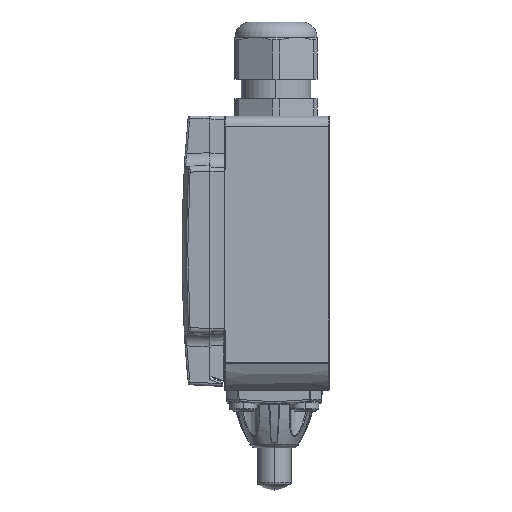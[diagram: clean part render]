
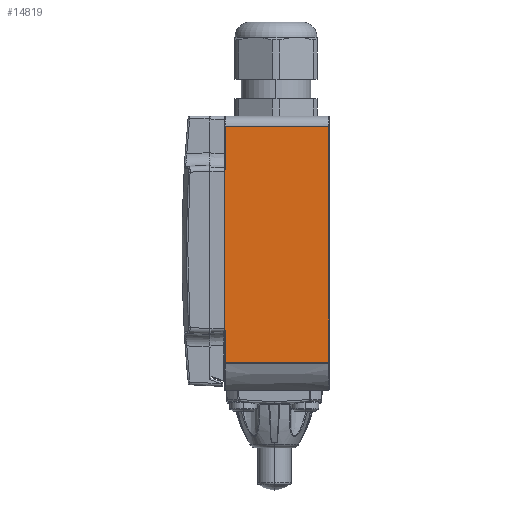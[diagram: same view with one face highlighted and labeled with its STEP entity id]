
A CAD part, left-side view. The second image highlights one B-rep face of the part: STEP entity #14819.
In plain terms, the highlighted planar face has unit normal (-1, -0.018, 0).
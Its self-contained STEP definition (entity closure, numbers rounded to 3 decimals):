
#2631=DIRECTION('',(0.,0.,1.));
#2632=VECTOR('',#2631,45.857);
#2633=CARTESIAN_POINT('',(-20.,30.5,
-22.926));
#2634=LINE('',#2633,#2632);
#2647=DIRECTION('',(0.,0.,-1.));
#2648=VECTOR('',#2647,9.089);
#2649=CARTESIAN_POINT('',(-19.996,30.297,
-23.763));
#2650=LINE('',#2649,#2648);
#2651=CARTESIAN_POINT('',(-20.,30.5,
-22.919));
#2652=CARTESIAN_POINT('',(-20.,30.491,
-22.937));
#2653=CARTESIAN_POINT('',(-20.,30.476,
-22.974));
#2654=CARTESIAN_POINT('',(-20.,30.479,
-23.028));
#2655=CARTESIAN_POINT('',(-19.999,30.451,
-23.09));
#2656=CARTESIAN_POINT('',(-19.999,30.436,
-23.159));
#2657=CARTESIAN_POINT('',(-19.998,30.411,
-23.226));
#2658=CARTESIAN_POINT('',(-19.998,30.387,
-23.302));
#2659=CARTESIAN_POINT('',(-19.998,30.358,
-23.393));
#2660=CARTESIAN_POINT('',(-19.997,30.331,
-23.495));
#2661=CARTESIAN_POINT('',(-19.997,30.311,
-23.589));
#2662=CARTESIAN_POINT('',(-19.996,30.299,
-23.681));
#2663=CARTESIAN_POINT('',(-19.996,30.297,
-23.736));
#2664=CARTESIAN_POINT('',(-19.996,30.297,
-23.763));
#2666=CARTESIAN_POINT('',(-20.,30.502,22.941));
#2667=CARTESIAN_POINT('',(-20.,30.49,22.97));
#2668=CARTESIAN_POINT('',(-19.999,30.47,23.029));
#2669=CARTESIAN_POINT('',(-19.999,30.433,23.118));
#2670=CARTESIAN_POINT('',(-19.998,30.402,23.197));
#2671=CARTESIAN_POINT('',(-19.998,30.374,23.272));
#2672=CARTESIAN_POINT('',(-19.997,30.35,23.344));
#2673=CARTESIAN_POINT('',(-19.997,30.33,23.412));
#2674=CARTESIAN_POINT('',(-19.997,30.315,23.477));
#2675=CARTESIAN_POINT('',(-19.997,30.304,23.538));
#2676=CARTESIAN_POINT('',(-19.996,30.298,23.596));
#2677=CARTESIAN_POINT('',(-19.996,30.297,23.632));
#2678=CARTESIAN_POINT('',(-19.996,30.297,23.65));
#2680=DIRECTION('',(0.,0.,1.));
#2681=VECTOR('',#2680,12.35);
#2682=CARTESIAN_POINT('',(-19.996,30.297,23.65));
#2683=LINE('',#2682,#2681);
#2684=DIRECTION('',(0.017,-1.,0.));
#2685=VECTOR('',#2684,30.203);
#2686=CARTESIAN_POINT('',(-19.996,30.297,36.));
#2687=LINE('',#2686,#2685);
#2688=DIRECTION('',(0.,0.,-1.));
#2689=VECTOR('',#2688,68.771);
#2690=CARTESIAN_POINT('',(-19.469,0.098,
36.));
#2691=LINE('',#2690,#2689);
#2692=CARTESIAN_POINT('',(-19.996,30.297,
-32.852));
#2693=CARTESIAN_POINT('',(-19.938,26.961,
-32.843));
#2694=CARTESIAN_POINT('',(-19.822,20.277,
-32.825));
#2695=CARTESIAN_POINT('',(-19.646,10.211,
-32.799));
#2696=CARTESIAN_POINT('',(-19.528,3.473,
-32.781));
#2697=CARTESIAN_POINT('',(-19.469,0.098,
-32.771));
#3243=CARTESIAN_POINT('',(-19.469,0.098,
36.));
#3281=CARTESIAN_POINT('',(-19.996,30.297,
-32.852));
#11832=VERTEX_POINT('',#3243);
#11835=CARTESIAN_POINT('',(-19.469,0.098,
-32.771));
#11836=VERTEX_POINT('',#11835);
#11958=CARTESIAN_POINT('',(-20.,30.5,
-22.926));
#11959=VERTEX_POINT('',#11958);
#11986=CARTESIAN_POINT('',(-20.,30.506,
22.931));
#11987=VERTEX_POINT('',#11986);
#11990=CARTESIAN_POINT('',(-19.996,30.297,
36.));
#11991=VERTEX_POINT('',#11990);
#12002=CARTESIAN_POINT('',(-19.996,30.297,
23.65));
#12003=VERTEX_POINT('',#12002);
#12041=VERTEX_POINT('',#3281);
#12043=CARTESIAN_POINT('',(-19.996,30.297,
-23.763));
#12044=VERTEX_POINT('',#12043);
#14797=CARTESIAN_POINT('',(-20.,30.5,-33.));
#14798=DIRECTION('',(-1.,-0.017,0.));
#14799=DIRECTION('',(0.,0.,1.));
#14800=AXIS2_PLACEMENT_3D('',#14797,#14798,#14799);
#14801=PLANE('',#14800);
#14803=ORIENTED_EDGE('',*,*,#14802,.F.);
#14805=ORIENTED_EDGE('',*,*,#14804,.F.);
#14806=ORIENTED_EDGE('',*,*,#14787,.T.);
#14808=ORIENTED_EDGE('',*,*,#14807,.T.);
#14810=ORIENTED_EDGE('',*,*,#14809,.T.);
#14812=ORIENTED_EDGE('',*,*,#14811,.T.);
#14814=ORIENTED_EDGE('',*,*,#14813,.T.);
#14816=ORIENTED_EDGE('',*,*,#14815,.F.);
#14817=EDGE_LOOP('',(#14803,#14805,#14806,#14808,#14810,#14812,#14814,#14816));
#14818=FACE_OUTER_BOUND('',#14817,.F.);
#2665=B_SPLINE_CURVE_WITH_KNOTS('',3,(#2651,#2652,#2653,#2654,#2655,#2656,#2657,
#2658,#2659,#2660,#2661,#2662,#2663,#2664),.UNSPECIFIED.,.F.,.F.,(4,1,1,1,1,1,1,
1,1,1,1,4),(0.,0.091,0.182,0.273,
0.364,0.455,0.545,0.636,
0.727,0.818,0.909,1.),.UNSPECIFIED.);
#2679=B_SPLINE_CURVE_WITH_KNOTS('',3,(#2666,#2667,#2668,#2669,#2670,#2671,#2672,
#2673,#2674,#2675,#2676,#2677,#2678),.UNSPECIFIED.,.F.,.F.,(4,1,1,1,1,1,1,1,1,1,
4),(0.,0.1,0.2,0.3,0.4,0.5,0.6,0.7,0.8,0.9,1.),
.UNSPECIFIED.);
#2698=B_SPLINE_CURVE_WITH_KNOTS('',3,(#2692,#2693,#2694,#2695,#2696,#2697),
.UNSPECIFIED.,.F.,.F.,(4,1,1,4),(0.,0.333,0.667,1.),
.UNSPECIFIED.);
#14787=EDGE_CURVE('',#11959,#11987,#2634,.T.);
#14802=EDGE_CURVE('',#12044,#12041,#2650,.T.);
#14804=EDGE_CURVE('',#11959,#12044,#2665,.T.);
#14807=EDGE_CURVE('',#11987,#12003,#2679,.T.);
#14809=EDGE_CURVE('',#12003,#11991,#2683,.T.);
#14811=EDGE_CURVE('',#11991,#11832,#2687,.T.);
#14813=EDGE_CURVE('',#11832,#11836,#2691,.T.);
#14815=EDGE_CURVE('',#12041,#11836,#2698,.T.);
#14819=ADVANCED_FACE('',(#14818),#14801,.T.);
